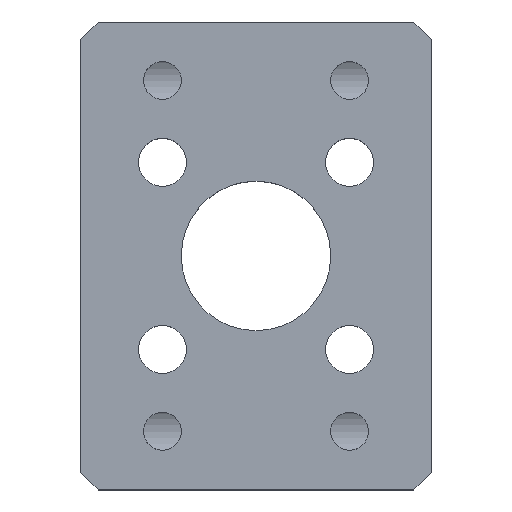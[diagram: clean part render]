
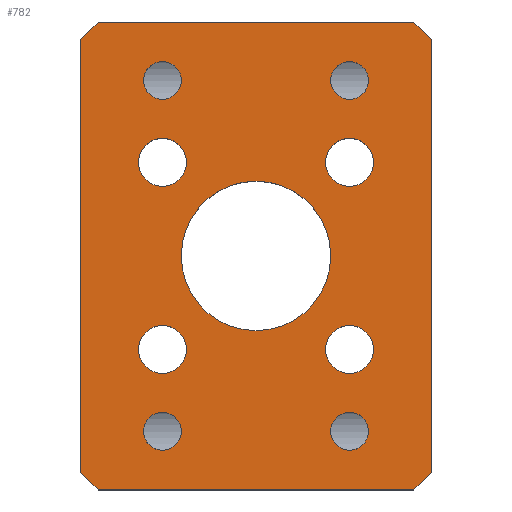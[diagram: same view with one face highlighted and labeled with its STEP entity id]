
A CAD part, top view. The second image highlights one B-rep face of the part: STEP entity #782.
In plain terms, the highlighted planar face has unit normal (0, 0, 1).
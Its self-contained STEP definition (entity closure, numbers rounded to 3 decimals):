
#67=FACE_BOUND('',#186,.T.);
#68=FACE_BOUND('',#187,.T.);
#69=FACE_BOUND('',#188,.T.);
#70=FACE_BOUND('',#189,.T.);
#71=FACE_BOUND('',#190,.T.);
#72=FACE_BOUND('',#191,.T.);
#73=FACE_BOUND('',#192,.T.);
#74=FACE_BOUND('',#193,.T.);
#75=FACE_BOUND('',#194,.T.);
#90=CIRCLE('',#827,1.621);
#91=CIRCLE('',#828,1.621);
#92=CIRCLE('',#830,1.621);
#93=CIRCLE('',#831,1.621);
#94=CIRCLE('',#833,1.621);
#95=CIRCLE('',#834,1.621);
#96=CIRCLE('',#836,1.621);
#97=CIRCLE('',#837,1.621);
#103=CIRCLE('',#853,2.05);
#104=CIRCLE('',#854,2.05);
#105=CIRCLE('',#856,2.05);
#106=CIRCLE('',#857,2.05);
#107=CIRCLE('',#859,2.05);
#108=CIRCLE('',#860,2.05);
#109=CIRCLE('',#862,6.39);
#110=CIRCLE('',#863,6.39);
#111=CIRCLE('',#865,2.05);
#112=CIRCLE('',#866,2.05);
#141=FACE_OUTER_BOUND('',#185,.T.);
#185=EDGE_LOOP('',(#714,#715,#716,#717,#718,#719,#720,#721));
#186=EDGE_LOOP('',(#722,#723));
#187=EDGE_LOOP('',(#724,#725));
#188=EDGE_LOOP('',(#726,#727));
#189=EDGE_LOOP('',(#728,#729));
#190=EDGE_LOOP('',(#730,#731));
#191=EDGE_LOOP('',(#732,#733));
#192=EDGE_LOOP('',(#734,#735));
#193=EDGE_LOOP('',(#736,#737));
#194=EDGE_LOOP('',(#738,#739));
#195=LINE('',#1064,#252);
#205=LINE('',#1083,#262);
#210=LINE('',#1106,#267);
#215=LINE('',#1115,#272);
#219=LINE('',#1124,#276);
#221=LINE('',#1129,#278);
#227=LINE('',#1138,#284);
#251=LINE('',#1565,#308);
#252=VECTOR('',#873,10.);
#262=VECTOR('',#885,10.);
#267=VECTOR('',#906,10.);
#272=VECTOR('',#913,10.);
#276=VECTOR('',#921,10.);
#278=VECTOR('',#925,10.);
#284=VECTOR('',#933,10.);
#308=VECTOR('',#1057,10.);
#309=VERTEX_POINT('',#1062);
#310=VERTEX_POINT('',#1063);
#318=VERTEX_POINT('',#1081);
#328=VERTEX_POINT('',#1105);
#331=VERTEX_POINT('',#1113);
#334=VERTEX_POINT('',#1123);
#335=VERTEX_POINT('',#1127);
#336=VERTEX_POINT('',#1128);
#347=VERTEX_POINT('',#1156);
#348=VERTEX_POINT('',#1157);
#352=VERTEX_POINT('',#1203);
#353=VERTEX_POINT('',#1204);
#357=VERTEX_POINT('',#1250);
#358=VERTEX_POINT('',#1251);
#362=VERTEX_POINT('',#1297);
#363=VERTEX_POINT('',#1298);
#382=VERTEX_POINT('',#1533);
#383=VERTEX_POINT('',#1534);
#384=VERTEX_POINT('',#1539);
#385=VERTEX_POINT('',#1540);
#386=VERTEX_POINT('',#1545);
#387=VERTEX_POINT('',#1546);
#388=VERTEX_POINT('',#1552);
#389=VERTEX_POINT('',#1553);
#390=VERTEX_POINT('',#1558);
#391=VERTEX_POINT('',#1559);
#392=EDGE_CURVE('',#309,#310,#195,.T.);
#402=EDGE_CURVE('',#309,#318,#205,.T.);
#413=EDGE_CURVE('',#328,#318,#210,.T.);
#418=EDGE_CURVE('',#328,#331,#215,.T.);
#422=EDGE_CURVE('',#334,#331,#219,.T.);
#424=EDGE_CURVE('',#335,#336,#221,.T.);
#430=EDGE_CURVE('',#334,#336,#227,.T.);
#439=EDGE_CURVE('',#347,#348,#90,.T.);
#440=EDGE_CURVE('',#348,#347,#91,.T.);
#445=EDGE_CURVE('',#352,#353,#92,.T.);
#446=EDGE_CURVE('',#353,#352,#93,.T.);
#451=EDGE_CURVE('',#357,#358,#94,.T.);
#452=EDGE_CURVE('',#358,#357,#95,.T.);
#457=EDGE_CURVE('',#362,#363,#96,.T.);
#458=EDGE_CURVE('',#363,#362,#97,.T.);
#490=EDGE_CURVE('',#382,#383,#103,.T.);
#491=EDGE_CURVE('',#383,#382,#104,.T.);
#493=EDGE_CURVE('',#384,#385,#105,.T.);
#494=EDGE_CURVE('',#385,#384,#106,.T.);
#496=EDGE_CURVE('',#386,#387,#107,.T.);
#497=EDGE_CURVE('',#387,#386,#108,.T.);
#500=EDGE_CURVE('',#388,#389,#109,.T.);
#501=EDGE_CURVE('',#389,#388,#110,.T.);
#503=EDGE_CURVE('',#390,#391,#111,.T.);
#504=EDGE_CURVE('',#391,#390,#112,.T.);
#507=EDGE_CURVE('',#335,#310,#251,.T.);
#714=ORIENTED_EDGE('',*,*,#392,.F.);
#715=ORIENTED_EDGE('',*,*,#402,.T.);
#716=ORIENTED_EDGE('',*,*,#413,.F.);
#717=ORIENTED_EDGE('',*,*,#418,.T.);
#718=ORIENTED_EDGE('',*,*,#422,.F.);
#719=ORIENTED_EDGE('',*,*,#430,.T.);
#720=ORIENTED_EDGE('',*,*,#424,.F.);
#721=ORIENTED_EDGE('',*,*,#507,.T.);
#722=ORIENTED_EDGE('',*,*,#439,.T.);
#723=ORIENTED_EDGE('',*,*,#440,.T.);
#724=ORIENTED_EDGE('',*,*,#445,.T.);
#725=ORIENTED_EDGE('',*,*,#446,.T.);
#726=ORIENTED_EDGE('',*,*,#451,.T.);
#727=ORIENTED_EDGE('',*,*,#452,.T.);
#728=ORIENTED_EDGE('',*,*,#457,.T.);
#729=ORIENTED_EDGE('',*,*,#458,.T.);
#730=ORIENTED_EDGE('',*,*,#490,.T.);
#731=ORIENTED_EDGE('',*,*,#491,.T.);
#732=ORIENTED_EDGE('',*,*,#493,.T.);
#733=ORIENTED_EDGE('',*,*,#494,.T.);
#734=ORIENTED_EDGE('',*,*,#496,.T.);
#735=ORIENTED_EDGE('',*,*,#497,.T.);
#736=ORIENTED_EDGE('',*,*,#500,.T.);
#737=ORIENTED_EDGE('',*,*,#501,.T.);
#738=ORIENTED_EDGE('',*,*,#503,.T.);
#739=ORIENTED_EDGE('',*,*,#504,.T.);
#753=PLANE('',#868);
#782=ADVANCED_FACE('',(#141,#67,#68,#69,#70,#71,#72,#73,#74,#75),#753,.T.);
#827=AXIS2_PLACEMENT_3D('',#1158,#952,#953);
#828=AXIS2_PLACEMENT_3D('',#1159,#954,#955);
#830=AXIS2_PLACEMENT_3D('',#1205,#959,#960);
#831=AXIS2_PLACEMENT_3D('',#1206,#961,#962);
#833=AXIS2_PLACEMENT_3D('',#1252,#966,#967);
#834=AXIS2_PLACEMENT_3D('',#1253,#968,#969);
#836=AXIS2_PLACEMENT_3D('',#1299,#973,#974);
#837=AXIS2_PLACEMENT_3D('',#1300,#975,#976);
#853=AXIS2_PLACEMENT_3D('',#1535,#1020,#1021);
#854=AXIS2_PLACEMENT_3D('',#1536,#1022,#1023);
#856=AXIS2_PLACEMENT_3D('',#1541,#1027,#1028);
#857=AXIS2_PLACEMENT_3D('',#1542,#1029,#1030);
#859=AXIS2_PLACEMENT_3D('',#1547,#1034,#1035);
#860=AXIS2_PLACEMENT_3D('',#1548,#1036,#1037);
#862=AXIS2_PLACEMENT_3D('',#1554,#1042,#1043);
#863=AXIS2_PLACEMENT_3D('',#1555,#1044,#1045);
#865=AXIS2_PLACEMENT_3D('',#1560,#1049,#1050);
#866=AXIS2_PLACEMENT_3D('',#1561,#1051,#1052);
#868=AXIS2_PLACEMENT_3D('',#1566,#1058,#1059);
#873=DIRECTION('',(0.707,0.707,0.));
#885=DIRECTION('',(0.,-1.,0.));
#906=DIRECTION('',(-0.707,0.707,0.));
#913=DIRECTION('',(1.,0.,0.));
#921=DIRECTION('',(-0.707,-0.707,0.));
#925=DIRECTION('',(0.707,-0.707,0.));
#933=DIRECTION('',(0.,1.,0.));
#952=DIRECTION('center_axis',(0.,0.,-1.));
#953=DIRECTION('ref_axis',(1.,0.,0.));
#954=DIRECTION('center_axis',(0.,0.,-1.));
#955=DIRECTION('ref_axis',(1.,0.,0.));
#959=DIRECTION('center_axis',(0.,0.,-1.));
#960=DIRECTION('ref_axis',(1.,0.,0.));
#961=DIRECTION('center_axis',(0.,0.,-1.));
#962=DIRECTION('ref_axis',(1.,0.,0.));
#966=DIRECTION('center_axis',(0.,0.,-1.));
#967=DIRECTION('ref_axis',(1.,0.,0.));
#968=DIRECTION('center_axis',(0.,0.,-1.));
#969=DIRECTION('ref_axis',(1.,0.,0.));
#973=DIRECTION('center_axis',(0.,0.,-1.));
#974=DIRECTION('ref_axis',(1.,0.,0.));
#975=DIRECTION('center_axis',(0.,0.,-1.));
#976=DIRECTION('ref_axis',(1.,0.,0.));
#1020=DIRECTION('center_axis',(0.,0.,-1.));
#1021=DIRECTION('ref_axis',(1.,0.,0.));
#1022=DIRECTION('center_axis',(0.,0.,-1.));
#1023=DIRECTION('ref_axis',(1.,0.,0.));
#1027=DIRECTION('center_axis',(0.,0.,-1.));
#1028=DIRECTION('ref_axis',(1.,0.,0.));
#1029=DIRECTION('center_axis',(0.,0.,-1.));
#1030=DIRECTION('ref_axis',(1.,0.,0.));
#1034=DIRECTION('center_axis',(0.,0.,-1.));
#1035=DIRECTION('ref_axis',(1.,0.,0.));
#1036=DIRECTION('center_axis',(0.,0.,-1.));
#1037=DIRECTION('ref_axis',(1.,0.,0.));
#1042=DIRECTION('center_axis',(0.,0.,-1.));
#1043=DIRECTION('ref_axis',(1.,0.,0.));
#1044=DIRECTION('center_axis',(0.,0.,-1.));
#1045=DIRECTION('ref_axis',(1.,0.,0.));
#1049=DIRECTION('center_axis',(0.,0.,-1.));
#1050=DIRECTION('ref_axis',(1.,0.,0.));
#1051=DIRECTION('center_axis',(0.,0.,-1.));
#1052=DIRECTION('ref_axis',(1.,0.,0.));
#1057=DIRECTION('',(-1.,0.,0.));
#1058=DIRECTION('center_axis',(0.,0.,1.));
#1059=DIRECTION('ref_axis',(1.,0.,0.));
#1062=CARTESIAN_POINT('',(-15.,18.5,11.));
#1063=CARTESIAN_POINT('',(-13.5,20.,11.));
#1064=CARTESIAN_POINT('',(-15.5,18.,11.));
#1081=CARTESIAN_POINT('',(-15.,-18.5,11.));
#1083=CARTESIAN_POINT('',(-15.,20.,11.));
#1105=CARTESIAN_POINT('',(-13.5,-20.,11.));
#1106=CARTESIAN_POINT('',(-15.5,-18.,11.));
#1113=CARTESIAN_POINT('',(13.5,-20.,11.));
#1115=CARTESIAN_POINT('',(-15.,-20.,11.));
#1123=CARTESIAN_POINT('',(15.,-18.5,11.));
#1124=CARTESIAN_POINT('',(15.5,-18.,11.));
#1127=CARTESIAN_POINT('',(13.5,20.,11.));
#1128=CARTESIAN_POINT('',(15.,18.5,11.));
#1129=CARTESIAN_POINT('',(15.5,18.,11.));
#1138=CARTESIAN_POINT('',(15.,-20.,11.));
#1156=CARTESIAN_POINT('',(9.621,-15.,11.));
#1157=CARTESIAN_POINT('',(6.379,-15.,11.));
#1158=CARTESIAN_POINT('Origin',(8.,-15.,11.));
#1159=CARTESIAN_POINT('Origin',(8.,-15.,11.));
#1203=CARTESIAN_POINT('',(-6.379,15.,11.));
#1204=CARTESIAN_POINT('',(-9.621,15.,11.));
#1205=CARTESIAN_POINT('Origin',(-8.,15.,11.));
#1206=CARTESIAN_POINT('Origin',(-8.,15.,11.));
#1250=CARTESIAN_POINT('',(9.621,15.,11.));
#1251=CARTESIAN_POINT('',(6.379,15.,11.));
#1252=CARTESIAN_POINT('Origin',(8.,15.,11.));
#1253=CARTESIAN_POINT('Origin',(8.,15.,11.));
#1297=CARTESIAN_POINT('',(-6.379,-15.,11.));
#1298=CARTESIAN_POINT('',(-9.621,-15.,11.));
#1299=CARTESIAN_POINT('Origin',(-8.,-15.,11.));
#1300=CARTESIAN_POINT('Origin',(-8.,-15.,11.));
#1533=CARTESIAN_POINT('',(10.05,-8.,11.));
#1534=CARTESIAN_POINT('',(5.95,-8.,11.));
#1535=CARTESIAN_POINT('Origin',(8.,-8.,11.));
#1536=CARTESIAN_POINT('Origin',(8.,-8.,11.));
#1539=CARTESIAN_POINT('',(10.05,8.,11.));
#1540=CARTESIAN_POINT('',(5.95,8.,11.));
#1541=CARTESIAN_POINT('Origin',(8.,8.,11.));
#1542=CARTESIAN_POINT('Origin',(8.,8.,11.));
#1545=CARTESIAN_POINT('',(-5.95,-8.,11.));
#1546=CARTESIAN_POINT('',(-10.05,-8.,11.));
#1547=CARTESIAN_POINT('Origin',(-8.,-8.,11.));
#1548=CARTESIAN_POINT('Origin',(-8.,-8.,11.));
#1552=CARTESIAN_POINT('',(6.39,0.,11.));
#1553=CARTESIAN_POINT('',(-6.39,0.,11.));
#1554=CARTESIAN_POINT('Origin',(0.,0.,11.));
#1555=CARTESIAN_POINT('Origin',(0.,0.,11.));
#1558=CARTESIAN_POINT('',(-5.95,8.,11.));
#1559=CARTESIAN_POINT('',(-10.05,8.,11.));
#1560=CARTESIAN_POINT('Origin',(-8.,8.,11.));
#1561=CARTESIAN_POINT('Origin',(-8.,8.,11.));
#1565=CARTESIAN_POINT('',(15.,20.,11.));
#1566=CARTESIAN_POINT('Origin',(0.,0.,11.));
